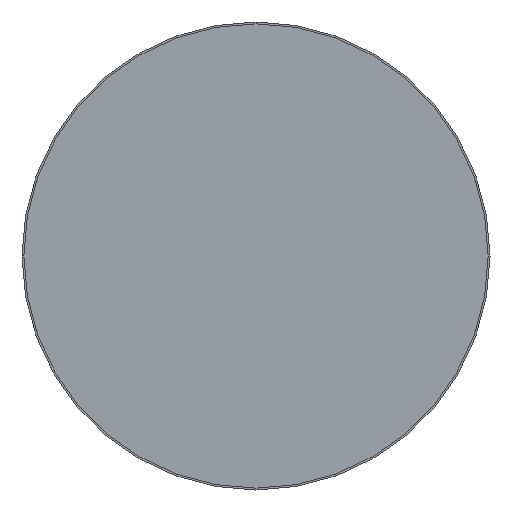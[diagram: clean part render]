
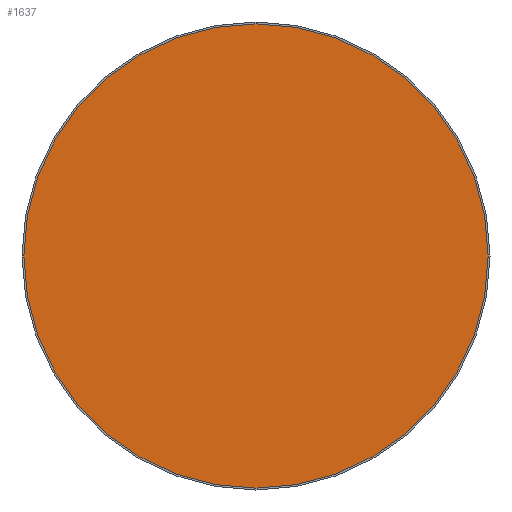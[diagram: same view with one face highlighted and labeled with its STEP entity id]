
A CAD part, front view. The second image highlights one B-rep face of the part: STEP entity #1637.
In plain terms, the highlighted planar face has unit normal (0, -1, 0).
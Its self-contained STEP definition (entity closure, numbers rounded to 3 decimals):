
#80 = DIRECTION ( 'NONE',  ( 1., 0., 0. ) ) ;
#116 = EDGE_CURVE ( 'NONE', #1079, #380, #1009, .T. ) ;
#229 = EDGE_LOOP ( 'NONE', ( #1013, #1549 ) ) ;
#380 = VERTEX_POINT ( 'NONE', #598 ) ;
#401 = CARTESIAN_POINT ( 'NONE',  ( 24.8, 0., 0. ) ) ;
#432 = CARTESIAN_POINT ( 'NONE',  ( 0., 0., 0. ) ) ;
#511 = AXIS2_PLACEMENT_3D ( 'NONE', #1466, #1343, #552 ) ;
#552 = DIRECTION ( 'NONE',  ( -1., 0., 0. ) ) ;
#598 = CARTESIAN_POINT ( 'NONE',  ( -24.8, 0., 0. ) ) ;
#794 = PLANE ( 'NONE',  #511 ) ;
#919 = EDGE_CURVE ( 'NONE', #380, #1079, #1041, .T. ) ;
#920 = AXIS2_PLACEMENT_3D ( 'NONE', #1274, #1538, #80 ) ;
#1009 = CIRCLE ( 'NONE', #1033, 24.8 ) ;
#1013 = ORIENTED_EDGE ( 'NONE', *, *, #116, .T. ) ;
#1033 = AXIS2_PLACEMENT_3D ( 'NONE', #432, #1096, #1150 ) ;
#1041 = CIRCLE ( 'NONE', #920, 24.8 ) ;
#1079 = VERTEX_POINT ( 'NONE', #401 ) ;
#1096 = DIRECTION ( 'NONE',  ( 0., -1., 0. ) ) ;
#1150 = DIRECTION ( 'NONE',  ( 1., 0., 0. ) ) ;
#1274 = CARTESIAN_POINT ( 'NONE',  ( 0., 0., 0. ) ) ;
#1343 = DIRECTION ( 'NONE',  ( 0., 1., 0. ) ) ;
#1466 = CARTESIAN_POINT ( 'NONE',  ( 0., 0., 0. ) ) ;
#1538 = DIRECTION ( 'NONE',  ( 0., -1., 0. ) ) ;
#1549 = ORIENTED_EDGE ( 'NONE', *, *, #919, .T. ) ;
#1589 = FACE_OUTER_BOUND ( 'NONE', #229, .T. ) ;
#1637 = ADVANCED_FACE ( 'NONE', ( #1589 ), #794, .F. ) ;
